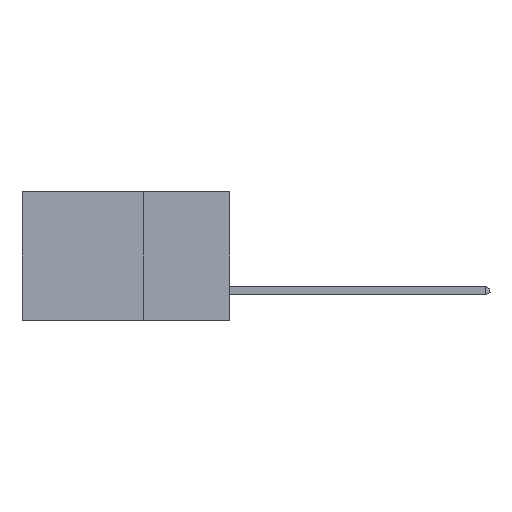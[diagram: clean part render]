
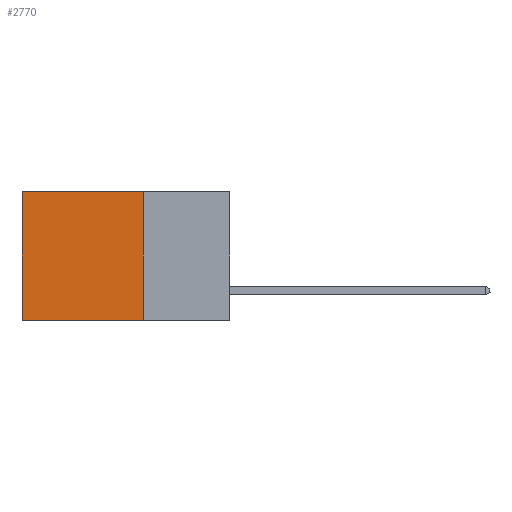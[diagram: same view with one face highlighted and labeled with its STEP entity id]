
A CAD part, left-side view. The second image highlights one B-rep face of the part: STEP entity #2770.
In plain terms, the highlighted planar face has unit normal (-1, 0, 0).
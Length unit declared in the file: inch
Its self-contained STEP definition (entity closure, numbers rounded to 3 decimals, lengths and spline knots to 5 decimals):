
#103 = FACE_OUTER_BOUND ( 'NONE', #4982, .T. ) ;
#136 = CARTESIAN_POINT ( 'NONE',  ( 0.298, 0.25, 0. ) ) ;
#539 = AXIS2_PLACEMENT_3D ( 'NONE', #9884, #5105, #6327 ) ;
#945 = VERTEX_POINT ( 'NONE', #9921 ) ;
#1876 = EDGE_CURVE ( 'NONE', #3380, #8482, #12175, .T. ) ;
#2224 = VECTOR ( 'NONE', #10524, 39.37008 ) ;
#2608 = ORIENTED_EDGE ( 'NONE', *, *, #1876, .F. ) ;
#2614 = EDGE_CURVE ( 'NONE', #8482, #3211, #15617, .T. ) ;
#2770 = ADVANCED_FACE ( 'NONE', ( #103 ), #11235, .F. ) ;
#3211 = VERTEX_POINT ( 'NONE', #13340 ) ;
#3380 = VERTEX_POINT ( 'NONE', #11373 ) ;
#3874 = ORIENTED_EDGE ( 'NONE', *, *, #6365, .T. ) ;
#4082 = CARTESIAN_POINT ( 'NONE',  ( 0.298, 0.6, 0. ) ) ;
#4776 = VECTOR ( 'NONE', #10022, 39.37008 ) ;
#4982 = EDGE_LOOP ( 'NONE', ( #14205, #6544, #2608, #3874 ) ) ;
#5105 = DIRECTION ( 'NONE',  ( 1., 0., 0. ) ) ;
#6327 = DIRECTION ( 'NONE',  ( 0., 0., -1. ) ) ;
#6365 = EDGE_CURVE ( 'NONE', #3380, #945, #14534, .T. ) ;
#6544 = ORIENTED_EDGE ( 'NONE', *, *, #2614, .F. ) ;
#6954 = CARTESIAN_POINT ( 'NONE',  ( 0.298, 0.25, -0.37 ) ) ;
#7157 = DIRECTION ( 'NONE',  ( 0., 1., 0. ) ) ;
#8482 = VERTEX_POINT ( 'NONE', #6954 ) ;
#8554 = CARTESIAN_POINT ( 'NONE',  ( 0.298, 0.25, 0. ) ) ;
#8810 = DIRECTION ( 'NONE',  ( 0., 0., -1. ) ) ;
#9197 = LINE ( 'NONE', #4082, #4776 ) ;
#9884 = CARTESIAN_POINT ( 'NONE',  ( 0.298, 0.25, 0. ) ) ;
#9921 = CARTESIAN_POINT ( 'NONE',  ( 0.298, 0.6, 0. ) ) ;
#10022 = DIRECTION ( 'NONE',  ( 0., 0., -1. ) ) ;
#10524 = DIRECTION ( 'NONE',  ( 0., 1., 0. ) ) ;
#11235 = PLANE ( 'NONE',  #539 ) ;
#11373 = CARTESIAN_POINT ( 'NONE',  ( 0.298, 0.25, 0. ) ) ;
#11515 = CARTESIAN_POINT ( 'NONE',  ( 0.298, 0.25, -0.37 ) ) ;
#12175 = LINE ( 'NONE', #136, #14109 ) ;
#12421 = VECTOR ( 'NONE', #7157, 39.37008 ) ;
#13340 = CARTESIAN_POINT ( 'NONE',  ( 0.298, 0.6, -0.37 ) ) ;
#13571 = EDGE_CURVE ( 'NONE', #945, #3211, #9197, .T. ) ;
#14109 = VECTOR ( 'NONE', #8810, 39.37008 ) ;
#14205 = ORIENTED_EDGE ( 'NONE', *, *, #13571, .T. ) ;
#14534 = LINE ( 'NONE', #8554, #12421 ) ;
#15617 = LINE ( 'NONE', #11515, #2224 ) ;
